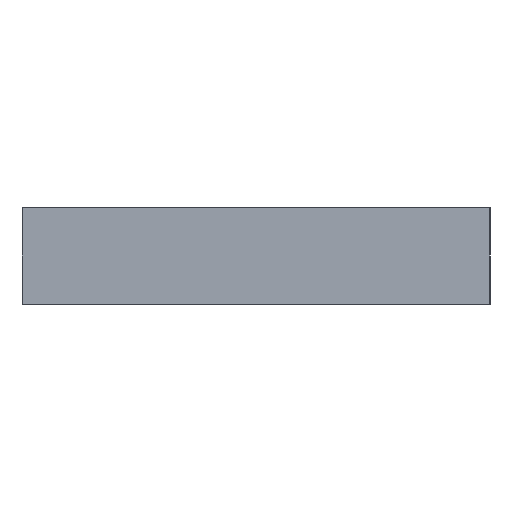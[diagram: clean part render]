
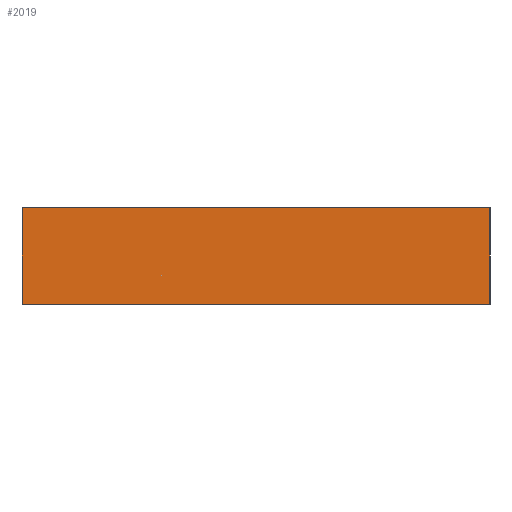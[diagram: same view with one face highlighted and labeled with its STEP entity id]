
A CAD part, left-side view. The second image highlights one B-rep face of the part: STEP entity #2019.
In plain terms, the highlighted planar face has unit normal (-1, 0, 0).
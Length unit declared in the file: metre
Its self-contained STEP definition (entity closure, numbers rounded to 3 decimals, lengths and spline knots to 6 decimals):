
#17=LINE('',#3227,#131);
#18=LINE('',#3230,#132);
#19=LINE('',#3232,#133);
#20=LINE('',#3234,#134);
#131=VECTOR('',#2597,1.);
#132=VECTOR('',#2598,1.);
#133=VECTOR('',#2599,1.);
#134=VECTOR('',#2600,1.);
#386=ORIENTED_EDGE('',*,*,#835,.F.);
#387=ORIENTED_EDGE('',*,*,#836,.T.);
#388=ORIENTED_EDGE('',*,*,#837,.T.);
#389=ORIENTED_EDGE('',*,*,#838,.T.);
#835=EDGE_CURVE('',#1068,#1069,#17,.T.);
#836=EDGE_CURVE('',#1068,#1070,#18,.T.);
#837=EDGE_CURVE('',#1070,#1071,#19,.T.);
#838=EDGE_CURVE('',#1071,#1069,#20,.T.);
#1068=VERTEX_POINT('',#3228);
#1069=VERTEX_POINT('',#3229);
#1070=VERTEX_POINT('',#3231);
#1071=VERTEX_POINT('',#3233);
#1398=EDGE_LOOP('',(#386,#387,#388,#389));
#1690=FACE_BOUND('',#1398,.T.);
#1946=PLANE('',#2268);
#2019=ADVANCED_FACE('',(#1690),#1946,.T.);
#2268=AXIS2_PLACEMENT_3D('',#3226,#2595,#2596);
#2595=DIRECTION('',(-1.,0.,0.));
#2596=DIRECTION('',(0.,-1.,0.));
#2597=DIRECTION('',(0.,1.,0.));
#2598=DIRECTION('',(0.,0.,1.));
#2599=DIRECTION('',(0.,1.,0.));
#2600=DIRECTION('',(0.,0.,-1.));
#3226=CARTESIAN_POINT('',(0.,0.0065,0.013));
#3227=CARTESIAN_POINT('',(0.,0.0065,0.));
#3228=CARTESIAN_POINT('',(0.,-0.05,0.));
#3229=CARTESIAN_POINT('',(0.,0.013,0.));
#3230=CARTESIAN_POINT('',(0.,-0.05,-0.000002));
#3231=CARTESIAN_POINT('',(0.,-0.05,0.013));
#3232=CARTESIAN_POINT('',(0.,0.0065,0.013));
#3233=CARTESIAN_POINT('',(0.,0.013,0.013));
#3234=CARTESIAN_POINT('',(0.,0.013,0.013));
